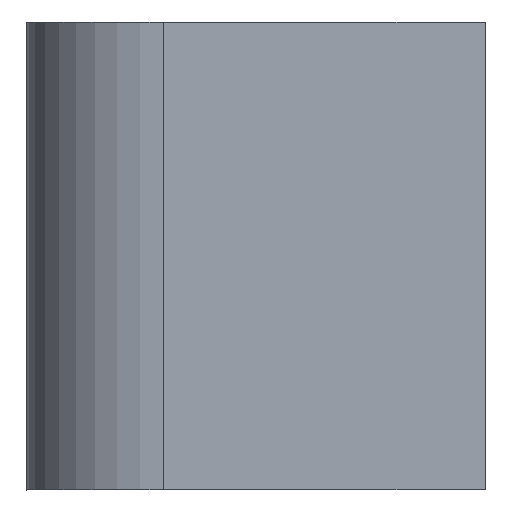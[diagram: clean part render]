
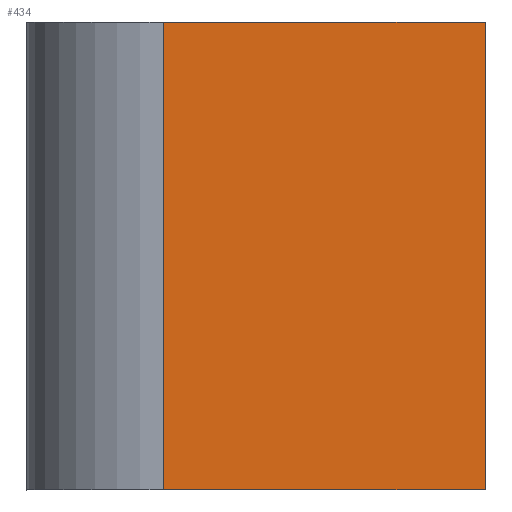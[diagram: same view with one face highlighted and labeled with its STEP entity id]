
A CAD part, front view. The second image highlights one B-rep face of the part: STEP entity #434.
In plain terms, the highlighted face is planar.
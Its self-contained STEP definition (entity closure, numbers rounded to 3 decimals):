
#20 = CARTESIAN_POINT ( 'NONE',  ( -66.27, -6., 26.5 ) ) ;
#45 = LINE ( 'NONE', #785, #422 ) ;
#77 = LINE ( 'NONE', #188, #469 ) ;
#89 = CARTESIAN_POINT ( 'NONE',  ( -75.69, -6., 12.8 ) ) ;
#91 = VECTOR ( 'NONE', #177, 1000. ) ;
#98 = VECTOR ( 'NONE', #166, 1000. ) ;
#113 = VERTEX_POINT ( 'NONE', #377 ) ;
#166 = DIRECTION ( 'NONE',  ( -1., 0., 0. ) ) ;
#177 = DIRECTION ( 'NONE',  ( -1., 0., 0. ) ) ;
#188 = CARTESIAN_POINT ( 'NONE',  ( -75.69, -6., 24. ) ) ;
#211 = DIRECTION ( 'NONE',  ( 0., -1., 0. ) ) ;
#216 = PLANE ( 'NONE',  #730 ) ;
#225 = CARTESIAN_POINT ( 'NONE',  ( -66.69, -6., 12.8 ) ) ;
#253 = DIRECTION ( 'NONE',  ( 0., 0., 1. ) ) ;
#254 = VERTEX_POINT ( 'NONE', #20 ) ;
#263 = ORIENTED_EDGE ( 'NONE', *, *, #462, .F. ) ;
#277 = DIRECTION ( 'NONE',  ( 1., 0., 0. ) ) ;
#347 = ORIENTED_EDGE ( 'NONE', *, *, #501, .T. ) ;
#377 = CARTESIAN_POINT ( 'NONE',  ( -66.27, -6., 12.8 ) ) ;
#410 = VERTEX_POINT ( 'NONE', #89 ) ;
#422 = VECTOR ( 'NONE', #652, 1000. ) ;
#434 = ADVANCED_FACE ( 'NONE', ( #765 ), #216, .F. ) ;
#456 = ORIENTED_EDGE ( 'NONE', *, *, #738, .T. ) ;
#462 = EDGE_CURVE ( 'NONE', #113, #254, #45, .T. ) ;
#463 = ORIENTED_EDGE ( 'NONE', *, *, #619, .F. ) ;
#469 = VECTOR ( 'NONE', #253, 1000. ) ;
#484 = CARTESIAN_POINT ( 'NONE',  ( -66.69, -6., 26.5 ) ) ;
#501 = EDGE_CURVE ( 'NONE', #113, #410, #516, .T. ) ;
#516 = LINE ( 'NONE', #225, #98 ) ;
#619 = EDGE_CURVE ( 'NONE', #254, #668, #722, .T. ) ;
#652 = DIRECTION ( 'NONE',  ( 0., 0., 1. ) ) ;
#658 = CARTESIAN_POINT ( 'NONE',  ( -66.69, -6., 24. ) ) ;
#668 = VERTEX_POINT ( 'NONE', #737 ) ;
#722 = LINE ( 'NONE', #484, #91 ) ;
#730 = AXIS2_PLACEMENT_3D ( 'NONE', #658, #211, #277 ) ;
#737 = CARTESIAN_POINT ( 'NONE',  ( -75.69, -6., 26.5 ) ) ;
#738 = EDGE_CURVE ( 'NONE', #410, #668, #77, .T. ) ;
#765 = FACE_OUTER_BOUND ( 'NONE', #788, .T. ) ;
#785 = CARTESIAN_POINT ( 'NONE',  ( -66.27, -6., 24. ) ) ;
#788 = EDGE_LOOP ( 'NONE', ( #263, #347, #456, #463 ) ) ;
